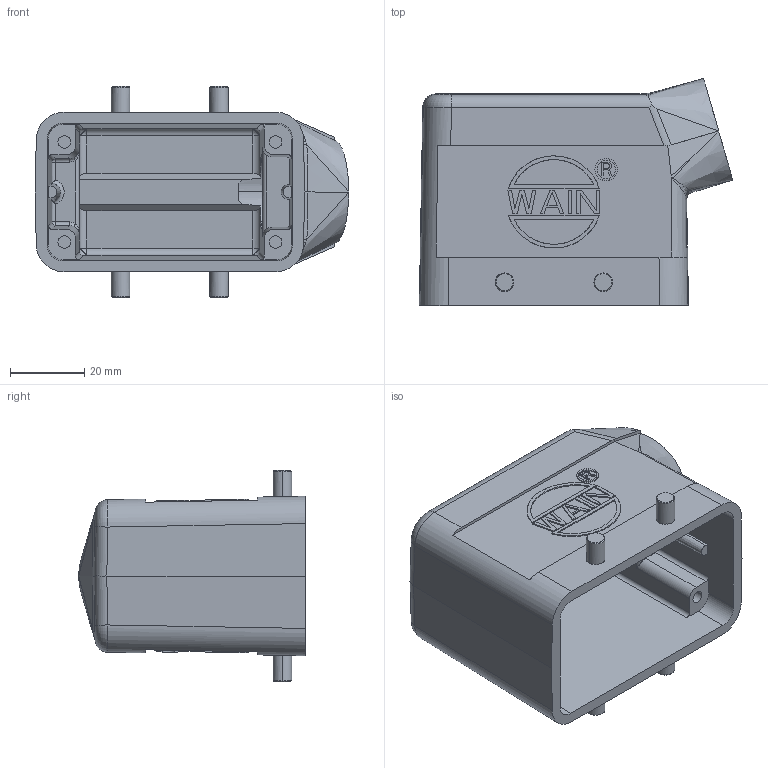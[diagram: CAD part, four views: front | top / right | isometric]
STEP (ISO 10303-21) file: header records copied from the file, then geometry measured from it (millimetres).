
FILE_DESCRIPTION((''),'2;1');
FILE_NAME('CE-H10B-SE-2B','2024-04-02T',('13449'),(''),'PRO/ENGINEER BY PARAMETRIC TECHNOLOGY CORPORATION, 2012480','PRO/ENGINEER BY PARAMETRIC TECHNOLOGY CORPORATION, 2012480','');
FILE_SCHEMA(('CONFIG_CONTROL_DESIGN'));
Length unit declared in the file: millimetre
Products named in the file (1): CE-H10B-SE-2B
Bounding box: 84.52 x 61.18 x 57 mm (x, y, z)
Volume: 57433.6 mm3; surface area: 30623.6 mm2
Topology: 1 solids, 1 shells, 380 faces, 965 edges, 618 vertices
Faces by surface type: plane 234, cylinder 73, bspline 34, extrusion 16, cone 14, sphere 6, torus 3
Entity records: 13414 total; most frequent: CARTESIAN_POINT 4608, ORIENTED_EDGE 1918, DIRECTION 1579, EDGE_CURVE 959, VECTOR 679, LINE 663, VERTEX_POINT 618, AXIS2_PLACEMENT_3D 450
